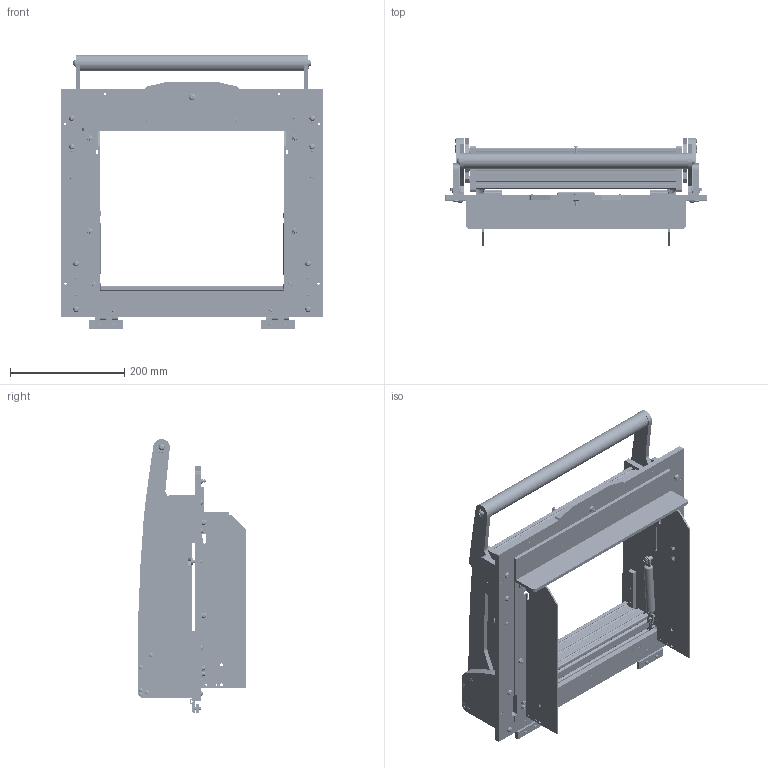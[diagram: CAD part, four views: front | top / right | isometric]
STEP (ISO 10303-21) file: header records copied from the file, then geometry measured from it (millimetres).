
FILE_DESCRIPTION (( 'STEP AP214' ), '1' );
FILE_NAME ('48522~3.STEP', '2017-04-04T10:58:12', ( '' ), ( '' ), 'SwSTEP 2.0', 'SolidWorks 2016', '' );
FILE_SCHEMA (( 'AUTOMOTIVE_DESIGN' ));
Length unit declared in the file: millimetre
Products named in the file (57): 39891~3_KUNDE<S>; 38602~0_S; DIN6325~n_06,0m6x012; 35653~7_KUNDE<S>; 48565~1_S; 35648~12; 35713~0_mit Lehre gebohrt<S>; 48519~2_KUNDE<S>; 3381~0; 48726~2_S; 39892~4_KUNDE<S>; 8333~0; DIN6325~n_04,0m6x016; DIN7991~n_M05,0x016; ISO7380~n_M04,0x020; 4824~0; DIN7991~n_M05,0x020; 35663~5_S; 3521~0_Spring Pin ISO 8752 - 3 x 16 - St; ISO7380~n_M05,0x010; 48727~1_S; 35662~9_S; 31194~0; 53031~0_S; 39894~2_KUNDE<S>; 48517~3_S; DIN125~n_05,3 M05,0 Fase; 29864~6_KUNDE<S>; 2679~0_4 m6 x 16; 48509~1_S; K_33808~0_4 m6 x 12; 35714~3_S; 47523~0_S; 37188~0_S; 2653~0; 49317~0; 48728~1_S; 39893~3_KUINDE<S>; 3010~0; DIN912~n_M06,0x016 ...
Assembly tree (158 placements, depth 4):
  48522~3
    48517~3_S
      35648~12
      48512~0_S
      35662~9_S
      35663~5_S
      48509~1_S
      2281~0_180ø<Standard>  x2
        2281~0
      37188~0_S  x2
      53031~0_S
      DIN7991~n_M05,0x016  x10
      DIN125~n_05,3 M05,0 Fase  x4
      8333~0  x4
      DIN7991~n_M05,0x020  x6
      DIN6325~n_06,0m6x012  x2
      DIN6325~n_04,0m6x016  x2
    48519~2_KUNDE<S>
      35654~5_KUNDE<S>
      35653~7_KUNDE<S>
      34328~1_S  x2
      38602~0_S
      35713~0_mit Lehre gebohrt<S>
      3381~0
      ISO7380~n_M05,0x010  x2
      3011~0  x2
      3521~0_Spring Pin ISO 8752 - 3 x 16 - St  x4
      DIN7991~n_M05,0x020  x10
      ISO7380~n_M04,0x020
    29864~6_KUNDE<S>  x2
    35727~1_KUNDE<S>  x2
    39892~4_KUNDE<S>
    39891~3_KUNDE<S>
    39894~2_KUNDE<S>
    39893~3_KUINDE<S>
    35714~3_S
    4824~0  x2
    47523~0_S  x10
    36027~3_S  x2
    48728~1_S
      48726~2_S
      K_33808~0_4 m6 x 12
      48565~1_S
      3012~0_S
      3010~0  x2
      DIN912~n_M04,0x020  x2
      49317~0
    48727~1_S
      48726~2_S
      K_33808~0_4 m6 x 12
      48565~1_S
      DIN912~n_M04,0x020  x2
      3012~0_S
      3010~0  x2
      49317~0
    31194~0  x4
    38786~0_L„nge_125,5min <Standard>
    31788~0
      K_02037~0_Standard ohne Dyn Punkt<Standard>
      K_02038~0
Bounding box: 460 x 190.06 x 480.44 mm (x, y, z)
Volume: 3158804.9 mm3; surface area: 1319561.6 mm2
Topology: 159 solids, 159 shells, 5598 faces, 14792 edges, 9531 vertices
Faces by surface type: plane 2895, cylinder 1829, cone 648, bspline 86, sphere 74, torus 66
Entity records: 100296 total; most frequent: CARTESIAN_POINT 23345, ORIENTED_EDGE 15288, DIRECTION 14385, EDGE_CURVE 7644, AXIS2_PLACEMENT_3D 5384, VERTEX_POINT 4988, VECTOR 3617, LINE 3617
